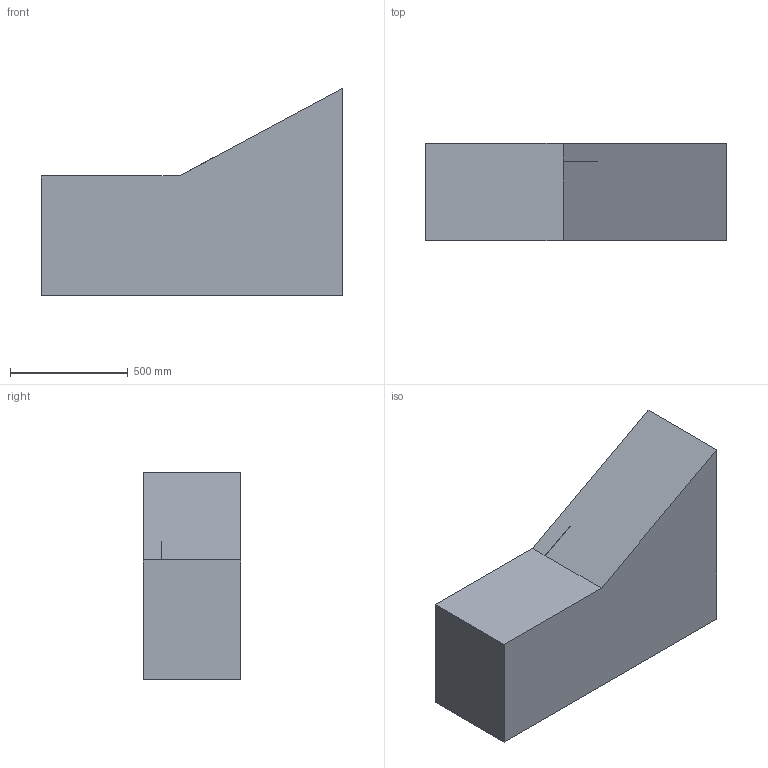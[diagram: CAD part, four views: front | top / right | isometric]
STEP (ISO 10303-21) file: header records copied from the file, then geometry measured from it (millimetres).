
FILE_DESCRIPTION (( 'STEP AP203' ), '1' );
FILE_NAME ('Air_Space_Block_Hollow_Sidepod.STEP', '2024-03-27T02:50:48', ( '' ), ( '' ), 'SwSTEP 2.0', 'SolidWorks 2022', '' );
FILE_SCHEMA (( 'CONFIG_CONTROL_DESIGN' ));
Length unit declared in the file: inch
Products named in the file (1): Air_Space_Block_Hollow_Sidepod
Bounding box: 1278.14 x 413.77 x 880.09 mm (x, y, z)
Volume: 321886276.4 mm3; surface area: 3377683.2 mm2
Topology: 1 solids, 1 shells, 20 faces, 52 edges, 33 vertices
Faces by surface type: plane 16, bspline 4
Entity records: 2147 total; most frequent: CARTESIAN_POINT 1613, ORIENTED_EDGE 102, DIRECTION 76, EDGE_CURVE 51, LINE 42, VECTOR 42, VERTEX_POINT 33, FACE_OUTER_BOUND 20
